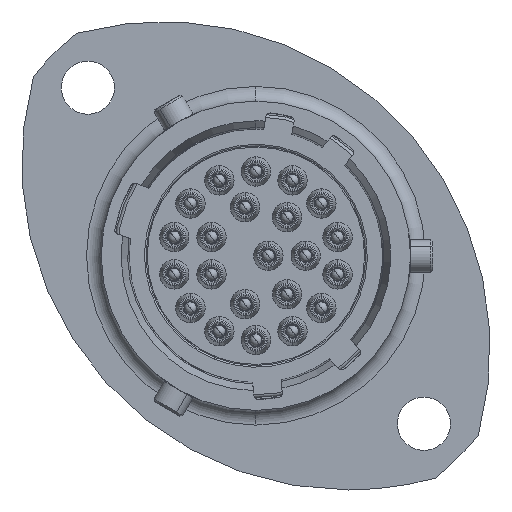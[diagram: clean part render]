
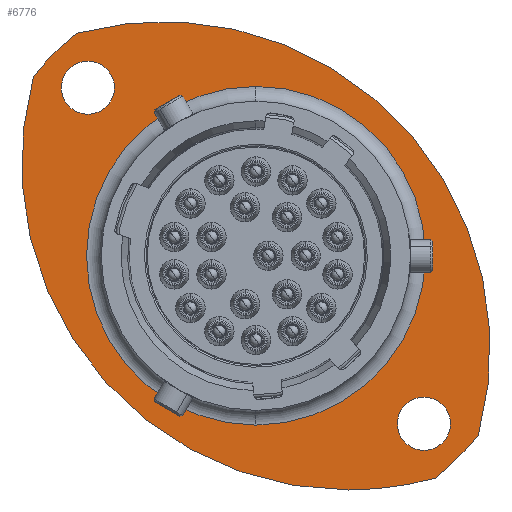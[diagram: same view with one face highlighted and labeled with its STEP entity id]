
A CAD part, left-side view. The second image highlights one B-rep face of the part: STEP entity #6776.
In plain terms, the highlighted planar face has unit normal (-1, 0, 0).
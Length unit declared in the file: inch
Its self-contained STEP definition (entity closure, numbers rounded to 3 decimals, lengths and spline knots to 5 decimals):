
#280 = EDGE_CURVE ( 'NONE', #43639, #43646, #35714, .T. ) ;
#289 = EDGE_CURVE ( 'NONE', #43648, #43651, #35717, .T. ) ;
#323 = EDGE_CURVE ( 'NONE', #43250, #43222, #35746, .T. ) ;
#708 = EDGE_CURVE ( 'NONE', #43222, #43250, #36110, .T. ) ;
#709 = EDGE_CURVE ( 'NONE', #43646, #43639, #36108, .T. ) ;
#711 = EDGE_CURVE ( 'NONE', #43651, #43648, #36115, .T. ) ;
#713 = EDGE_CURVE ( 'NONE', #43474, #43657, #36107, .T. ) ;
#715 = EDGE_CURVE ( 'NONE', #43660, #43232, #36119, .T. ) ;
#718 = EDGE_CURVE ( 'NONE', #43232, #43460, #36127, .T. ) ;
#720 = EDGE_CURVE ( 'NONE', #43460, #43474, #36130, .T. ) ;
#1705 = AXIS2_PLACEMENT_3D ( 'NONE', #3340, #3341, #3342 ) ;
#1707 = CIRCLE ( 'NONE', #1705, 0.7874 ) ;
#3340 = CARTESIAN_POINT ( 'NONE',  ( 0.44975, -0.1068, 0.23862 ) ) ;
#3341 = DIRECTION ( 'NONE',  ( -1., 0., 0. ) ) ;
#3342 = DIRECTION ( 'NONE',  ( 0., 0., -1. ) ) ;
#6776 = ADVANCED_FACE ( 'NONE', ( #30602, #30604, #30606, #30608 ), #30601, .F. ) ;
#8366 = EDGE_CURVE ( 'NONE', #43657, #43660, #1707, .T. ) ;
#18629 = CARTESIAN_POINT ( 'NONE',  ( 0.44975, 0.11591, -0.39236 ) ) ;
#18641 = CARTESIAN_POINT ( 'NONE',  ( 0.44975, -0.42028, -0.41675 ) ) ;
#18672 = CARTESIAN_POINT ( 'NONE',  ( 0.44975, 0.11591, 0.42418 ) ) ;
#18981 = CARTESIAN_POINT ( 'NONE',  ( 0.44975, 0.54857, 0.5521 ) ) ;
#18993 = CARTESIAN_POINT ( 'NONE',  ( 0.44975, 0.65209, 0.44857 ) ) ;
#19361 = CARTESIAN_POINT ( 'NONE',  ( 0.44975, 0.52096, 0.35699 ) ) ;
#19366 = CARTESIAN_POINT ( 'NONE',  ( 0.44975, 0.52096, 0.48494 ) ) ;
#19374 = CARTESIAN_POINT ( 'NONE',  ( 0.44975, -0.28915, -0.45312 ) ) ;
#19375 = CARTESIAN_POINT ( 'NONE',  ( 0.44975, -0.28915, -0.32517 ) ) ;
#19387 = CARTESIAN_POINT ( 'NONE',  ( 0.44975, -0.1068, -0.54878 ) ) ;
#19388 = CARTESIAN_POINT ( 'NONE',  ( 0.44975, -0.31675, -0.52027 ) ) ;
#27636 = AXIS2_PLACEMENT_3D ( 'NONE', #30618, #30619, #30620 ) ;
#29459 = EDGE_LOOP ( 'NONE', ( #35071, #35072 ) ) ;
#29498 = EDGE_LOOP ( 'NONE', ( #35067, #35068 ) ) ;
#29536 = EDGE_LOOP ( 'NONE', ( #35069, #35070 ) ) ;
#29544 = EDGE_LOOP ( 'NONE', ( #35073, #35074, #35075, #35076, #35077 ) ) ;
#30097 = CARTESIAN_POINT ( 'NONE',  ( 0.44975, 0.52096, 0.42097 ) ) ;
#30098 = DIRECTION ( 'NONE',  ( -1., 0., 0. ) ) ;
#30099 = DIRECTION ( 'NONE',  ( 0., 0., -1. ) ) ;
#30108 = CARTESIAN_POINT ( 'NONE',  ( 0.44975, -0.28915, -0.38914 ) ) ;
#30109 = DIRECTION ( 'NONE',  ( -1., 0., 0. ) ) ;
#30110 = DIRECTION ( 'NONE',  ( 0., 0., -1. ) ) ;
#30601 = PLANE ( 'NONE',  #27636 ) ;
#30602 = FACE_BOUND ( 'NONE', #29498, .T. ) ;
#30604 = FACE_BOUND ( 'NONE', #29536, .T. ) ;
#30606 = FACE_BOUND ( 'NONE', #29459, .T. ) ;
#30608 = FACE_OUTER_BOUND ( 'NONE', #29544, .T. ) ;
#30618 = CARTESIAN_POINT ( 'NONE',  ( 0.44975, 0.48874, 0.01591 ) ) ;
#30619 = DIRECTION ( 'NONE',  ( 1., 0., 0. ) ) ;
#30620 = DIRECTION ( 'NONE',  ( 0., 0., -1. ) ) ;
#35067 = ORIENTED_EDGE ( 'NONE', *, *, #708, .T. ) ;
#35068 = ORIENTED_EDGE ( 'NONE', *, *, #323, .T. ) ;
#35069 = ORIENTED_EDGE ( 'NONE', *, *, #280, .F. ) ;
#35070 = ORIENTED_EDGE ( 'NONE', *, *, #709, .F. ) ;
#35071 = ORIENTED_EDGE ( 'NONE', *, *, #289, .F. ) ;
#35072 = ORIENTED_EDGE ( 'NONE', *, *, #711, .F. ) ;
#35073 = ORIENTED_EDGE ( 'NONE', *, *, #713, .T. ) ;
#35074 = ORIENTED_EDGE ( 'NONE', *, *, #8366, .T. ) ;
#35075 = ORIENTED_EDGE ( 'NONE', *, *, #715, .T. ) ;
#35076 = ORIENTED_EDGE ( 'NONE', *, *, #718, .T. ) ;
#35077 = ORIENTED_EDGE ( 'NONE', *, *, #720, .T. ) ;
#35714 = CIRCLE ( 'NONE', #35722, 0.06398 ) ;
#35717 = CIRCLE ( 'NONE', #35729, 0.06398 ) ;
#35722 = AXIS2_PLACEMENT_3D ( 'NONE', #30097, #30098, #30099 ) ;
#35729 = AXIS2_PLACEMENT_3D ( 'NONE', #30108, #30109, #30110 ) ;
#35746 = CIRCLE ( 'NONE', #35750, 0.40827 ) ;
#35750 = AXIS2_PLACEMENT_3D ( 'NONE', #36999, #37000, #37001 ) ;
#36107 = CIRCLE ( 'NONE', #36125, 0.7874 ) ;
#36108 = CIRCLE ( 'NONE', #36117, 0.06398 ) ;
#36110 = CIRCLE ( 'NONE', #36113, 0.40827 ) ;
#36113 = AXIS2_PLACEMENT_3D ( 'NONE', #37660, #37661, #37662 ) ;
#36115 = CIRCLE ( 'NONE', #36120, 0.06398 ) ;
#36117 = AXIS2_PLACEMENT_3D ( 'NONE', #37663, #37664, #37665 ) ;
#36119 = CIRCLE ( 'NONE', #36129, 0.68898 ) ;
#36120 = AXIS2_PLACEMENT_3D ( 'NONE', #37666, #37667, #37668 ) ;
#36125 = AXIS2_PLACEMENT_3D ( 'NONE', #37669, #37670, #37671 ) ;
#36127 = CIRCLE ( 'NONE', #36132, 0.7874 ) ;
#36129 = AXIS2_PLACEMENT_3D ( 'NONE', #37672, #37673, #37674 ) ;
#36130 = CIRCLE ( 'NONE', #36135, 0.68898 ) ;
#36132 = AXIS2_PLACEMENT_3D ( 'NONE', #37677, #37678, #37679 ) ;
#36135 = AXIS2_PLACEMENT_3D ( 'NONE', #37681, #37682, #37683 ) ;
#36999 = CARTESIAN_POINT ( 'NONE',  ( 0.44975, 0.11591, 0.01591 ) ) ;
#37000 = DIRECTION ( 'NONE',  ( 1., 0., 0. ) ) ;
#37001 = DIRECTION ( 'NONE',  ( 0., 0., -1. ) ) ;
#37660 = CARTESIAN_POINT ( 'NONE',  ( 0.44975, 0.11591, 0.01591 ) ) ;
#37661 = DIRECTION ( 'NONE',  ( 1., 0., 0. ) ) ;
#37662 = DIRECTION ( 'NONE',  ( 0., 0., -1. ) ) ;
#37663 = CARTESIAN_POINT ( 'NONE',  ( 0.44975, 0.52096, 0.42097 ) ) ;
#37664 = DIRECTION ( 'NONE',  ( -1., 0., 0. ) ) ;
#37665 = DIRECTION ( 'NONE',  ( 0., 0., -1. ) ) ;
#37666 = CARTESIAN_POINT ( 'NONE',  ( 0.44975, -0.28915, -0.38914 ) ) ;
#37667 = DIRECTION ( 'NONE',  ( -1., 0., 0. ) ) ;
#37668 = DIRECTION ( 'NONE',  ( 0., 0., -1. ) ) ;
#37669 = CARTESIAN_POINT ( 'NONE',  ( 0.44975, -0.1068, 0.23862 ) ) ;
#37670 = DIRECTION ( 'NONE',  ( -1., 0., 0. ) ) ;
#37671 = DIRECTION ( 'NONE',  ( 0., 0., -1. ) ) ;
#37672 = CARTESIAN_POINT ( 'NONE',  ( 0.44975, 0.11591, 0.01591 ) ) ;
#37673 = DIRECTION ( 'NONE',  ( -1., 0., 0. ) ) ;
#37674 = DIRECTION ( 'NONE',  ( 0., 0., 1. ) ) ;
#37677 = CARTESIAN_POINT ( 'NONE',  ( 0.44975, 0.33862, -0.2068 ) ) ;
#37678 = DIRECTION ( 'NONE',  ( -1., 0., 0. ) ) ;
#37679 = DIRECTION ( 'NONE',  ( 0., 0., -1. ) ) ;
#37681 = CARTESIAN_POINT ( 'NONE',  ( 0.44975, 0.11591, 0.01591 ) ) ;
#37682 = DIRECTION ( 'NONE',  ( -1., 0., 0. ) ) ;
#37683 = DIRECTION ( 'NONE',  ( 0., 0., 1. ) ) ;
#43222 = VERTEX_POINT ( 'NONE', #18629 ) ;
#43232 = VERTEX_POINT ( 'NONE', #18641 ) ;
#43250 = VERTEX_POINT ( 'NONE', #18672 ) ;
#43460 = VERTEX_POINT ( 'NONE', #18981 ) ;
#43474 = VERTEX_POINT ( 'NONE', #18993 ) ;
#43639 = VERTEX_POINT ( 'NONE', #19361 ) ;
#43646 = VERTEX_POINT ( 'NONE', #19366 ) ;
#43648 = VERTEX_POINT ( 'NONE', #19374 ) ;
#43651 = VERTEX_POINT ( 'NONE', #19375 ) ;
#43657 = VERTEX_POINT ( 'NONE', #19387 ) ;
#43660 = VERTEX_POINT ( 'NONE', #19388 ) ;
